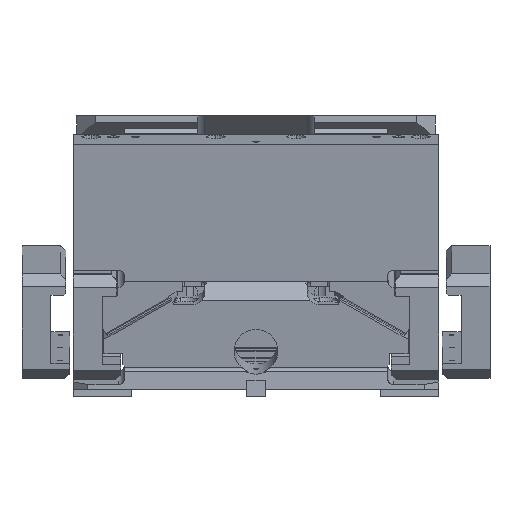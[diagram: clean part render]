
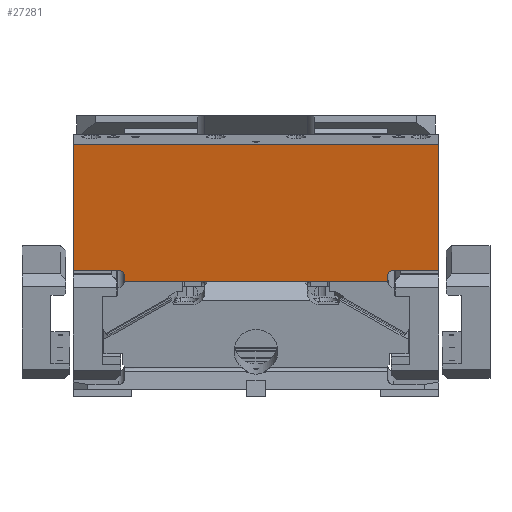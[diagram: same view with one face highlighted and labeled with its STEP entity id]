
A CAD part, left-side view. The second image highlights one B-rep face of the part: STEP entity #27281.
In plain terms, the highlighted planar face has unit normal (-0.985, 0, -0.174).
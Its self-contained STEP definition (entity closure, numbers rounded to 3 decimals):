
#292=CARTESIAN_POINT('Vertex',(24.494,-180.,-69.807)) ;
#308=CARTESIAN_POINT('Vertex',(23.105,-188.,-61.929)) ;
#311=CARTESIAN_POINT('Axis2P3D Location',(24.494,-188.,-69.807)) ;
#413=CARTESIAN_POINT('Vertex',(23.105,-250.,-61.929)) ;
#416=CARTESIAN_POINT('Line Origine',(23.105,-219.,-61.929)) ;
#458=CARTESIAN_POINT('Vertex',(-7.284,-250.,110.413)) ;
#461=CARTESIAN_POINT('Line Origine',(7.911,-250.,24.242)) ;
#498=CARTESIAN_POINT('Line Origine',(-7.284,0.,110.413)) ;
#502=CARTESIAN_POINT('Vertex',(-7.284,250.,110.413)) ;
#691=CARTESIAN_POINT('Line Origine',(7.911,250.,24.242)) ;
#695=CARTESIAN_POINT('Vertex',(23.105,250.,-61.929)) ;
#755=CARTESIAN_POINT('Vertex',(23.105,188.,-61.929)) ;
#760=CARTESIAN_POINT('Line Origine',(23.105,219.,-61.929)) ;
#793=CARTESIAN_POINT('Vertex',(24.494,180.,-69.807)) ;
#796=CARTESIAN_POINT('Axis2P3D Location',(24.494,188.,-69.807)) ;
#27203=CARTESIAN_POINT('Line Origine',(25.71,0.,-76.701)) ;
#27207=CARTESIAN_POINT('Vertex',(25.71,-180.,-76.701)) ;
#27209=CARTESIAN_POINT('Vertex',(25.71,180.,-76.701)) ;
#27254=CARTESIAN_POINT('Axis2P3D Location',(25.71,0.,-76.701)) ;
#27259=CARTESIAN_POINT('Line Origine',(25.102,-180.,-73.254)) ;
#27264=CARTESIAN_POINT('Line Origine',(25.102,180.,-73.254)) ;
#312=DIRECTION('Axis2P3D Direction',(0.985,0.,0.174)) ;
#417=DIRECTION('Vector Direction',(0.,-1.,0.)) ;
#462=DIRECTION('Vector Direction',(-0.174,0.,0.985)) ;
#499=DIRECTION('Vector Direction',(0.,1.,0.)) ;
#692=DIRECTION('Vector Direction',(-0.174,0.,0.985)) ;
#761=DIRECTION('Vector Direction',(0.,1.,0.)) ;
#797=DIRECTION('Axis2P3D Direction',(-0.985,0.,-0.174)) ;
#27204=DIRECTION('Vector Direction',(0.,1.,0.)) ;
#27255=DIRECTION('Axis2P3D Direction',(-0.985,0.,-0.174)) ;
#27256=DIRECTION('Axis2P3D XDirection',(-0.174,0.,0.985)) ;
#27260=DIRECTION('Vector Direction',(0.174,0.,-0.985)) ;
#27265=DIRECTION('Vector Direction',(0.174,0.,-0.985)) ;
#313=AXIS2_PLACEMENT_3D('Circle Axis2P3D',#311,#312,$) ;
#798=AXIS2_PLACEMENT_3D('Circle Axis2P3D',#796,#797,$) ;
#27257=AXIS2_PLACEMENT_3D('Plane Axis2P3D',#27254,#27255,#27256) ;
#27270=ORIENTED_EDGE('',*,*,#27263,.F.) ;
#27271=ORIENTED_EDGE('',*,*,#315,.F.) ;
#27272=ORIENTED_EDGE('',*,*,#420,.T.) ;
#27273=ORIENTED_EDGE('',*,*,#465,.T.) ;
#27274=ORIENTED_EDGE('',*,*,#504,.T.) ;
#27275=ORIENTED_EDGE('',*,*,#697,.F.) ;
#27276=ORIENTED_EDGE('',*,*,#764,.F.) ;
#27277=ORIENTED_EDGE('',*,*,#800,.F.) ;
#27278=ORIENTED_EDGE('',*,*,#27268,.T.) ;
#27279=ORIENTED_EDGE('',*,*,#27211,.F.) ;
#418=VECTOR('Line Direction',#417,1.) ;
#463=VECTOR('Line Direction',#462,1.) ;
#500=VECTOR('Line Direction',#499,1.) ;
#693=VECTOR('Line Direction',#692,1.) ;
#762=VECTOR('Line Direction',#761,1.) ;
#27205=VECTOR('Line Direction',#27204,1.) ;
#27261=VECTOR('Line Direction',#27260,1.) ;
#27266=VECTOR('Line Direction',#27265,1.) ;
#27281=ADVANCED_FACE('SCHIEBERKOERPER',(#27280),#27258,.T.) ;
#314=CIRCLE('generated circle',#313,8.) ;
#799=CIRCLE('generated circle',#798,8.) ;
#315=EDGE_CURVE('',#309,#293,#314,.F.) ;
#420=EDGE_CURVE('',#309,#414,#419,.T.) ;
#465=EDGE_CURVE('',#414,#459,#464,.T.) ;
#504=EDGE_CURVE('',#459,#503,#501,.T.) ;
#697=EDGE_CURVE('',#696,#503,#694,.T.) ;
#764=EDGE_CURVE('',#756,#696,#763,.T.) ;
#800=EDGE_CURVE('',#794,#756,#799,.T.) ;
#27211=EDGE_CURVE('',#27208,#27210,#27206,.T.) ;
#27263=EDGE_CURVE('',#293,#27208,#27262,.T.) ;
#27268=EDGE_CURVE('',#794,#27210,#27267,.T.) ;
#27269=EDGE_LOOP('',(#27270,#27271,#27272,#27273,#27274,#27275,#27276,#27277,#27278,#27279)) ;
#27280=FACE_OUTER_BOUND('',#27269,.T.) ;
#419=LINE('Line',#416,#418) ;
#464=LINE('Line',#461,#463) ;
#501=LINE('Line',#498,#500) ;
#694=LINE('Line',#691,#693) ;
#763=LINE('Line',#760,#762) ;
#27206=LINE('Line',#27203,#27205) ;
#27262=LINE('Line',#27259,#27261) ;
#27267=LINE('Line',#27264,#27266) ;
#27258=PLANE('',#27257) ;
#293=VERTEX_POINT('',#292) ;
#309=VERTEX_POINT('',#308) ;
#414=VERTEX_POINT('',#413) ;
#459=VERTEX_POINT('',#458) ;
#503=VERTEX_POINT('',#502) ;
#696=VERTEX_POINT('',#695) ;
#756=VERTEX_POINT('',#755) ;
#794=VERTEX_POINT('',#793) ;
#27208=VERTEX_POINT('',#27207) ;
#27210=VERTEX_POINT('',#27209) ;
